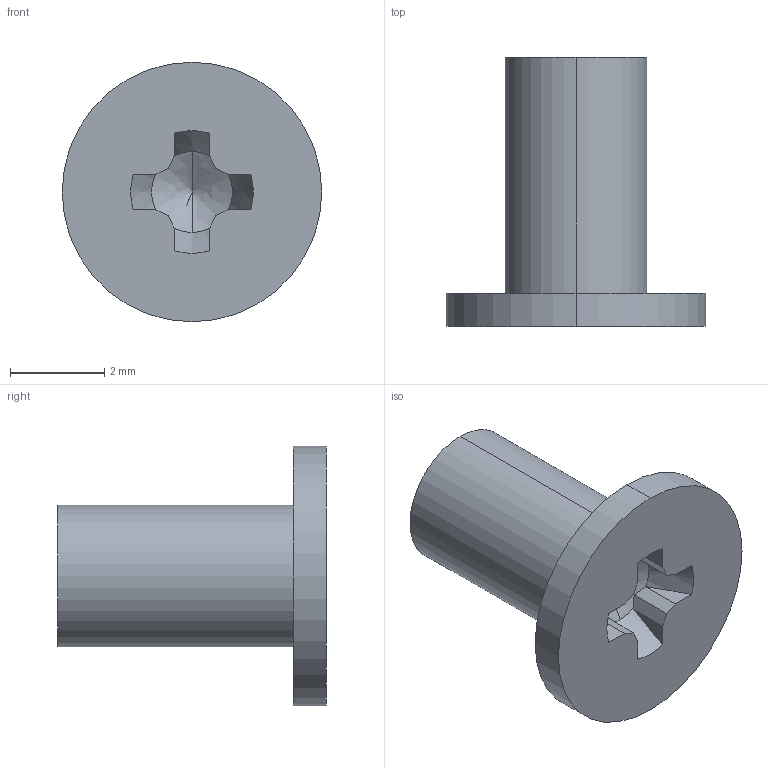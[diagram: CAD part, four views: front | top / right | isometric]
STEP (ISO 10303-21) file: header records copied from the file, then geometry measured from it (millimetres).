
FILE_DESCRIPTION( (''), '2;1');
FILE_NAME ('PC3551.19968.TO_504_M3_5_25988.stp','2026-01-08T09:18:46',(''),(''),'spGate 20.6.3 (****-****-****-****)','','');
FILE_SCHEMA (('AUTOMOTIVE_DESIGN'));
Length unit declared in the file: millimetre
Bounding box: 5.5 x 5.7 x 5.5 mm (x, y, z)
Volume: 49.1 mm3; surface area: 112.7 mm2
Topology: 1 solids, 1 shells, 29 faces, 70 edges, 43 vertices
Faces by surface type: plane 19, bspline 6, cylinder 4
Entity records: 1415 total; most frequent: CARTESIAN_POINT 232, ORIENTED_EDGE 136, DIRECTION 110, COLOUR_RGB 98, PRESENTATION_STYLE_ASSIGNMENT 98, STYLED_ITEM 98, EDGE_CURVE 68, DRAUGHTING_PRE_DEFINED_CURVE_FONT 68
